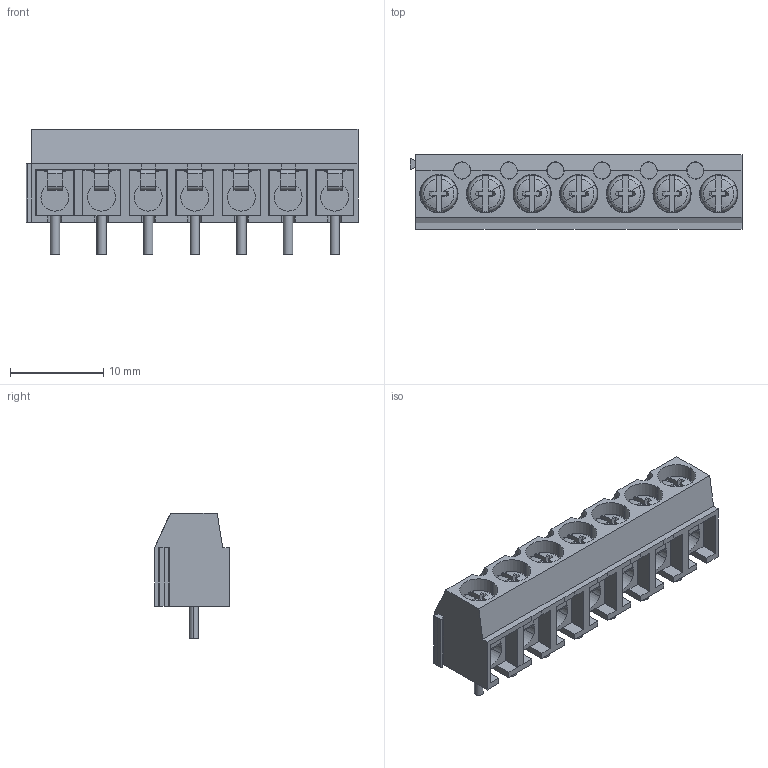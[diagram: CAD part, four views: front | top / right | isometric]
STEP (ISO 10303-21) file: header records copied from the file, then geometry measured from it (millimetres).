
FILE_DESCRIPTION(('CATIA V5 STEP Exchange','CAx-IF Rec.Pracs.--- Model Styling and Organization---1.4--- 2014-01-23'),'2;1');
FILE_NAME ('D1449997_1_1234690000_1234690000.stp','2022-05-05T13:10:42+00:00',('none'),('Weidmueller'),'CATIA Version 5-6 Release 2016 SP3 HF44','CATIA V5 STEP AP214','none');
FILE_SCHEMA(('AUTOMOTIVE_DESIGN { 1 0 10303 214 1 1 1 1 }'));
Length unit declared in the file: millimetre
Products named in the file (1): 1234690000
Bounding box: 35.6 x 8 x 13.5 mm (x, y, z)
Volume: 1550 mm3; surface area: 3996.3 mm2
Topology: 15 solids, 15 shells, 496 faces, 1410 edges, 952 vertices
Faces by surface type: plane 302, cylinder 111, cone 41, revolution 28, torus 14
Entity records: 15575 total; most frequent: CARTESIAN_POINT 3961, ORIENTED_EDGE 2820, DIRECTION 1664, EDGE_CURVE 1410, VERTEX_POINT 952, VECTOR 859, LINE 859, AXIS2_PLACEMENT_3D 561
